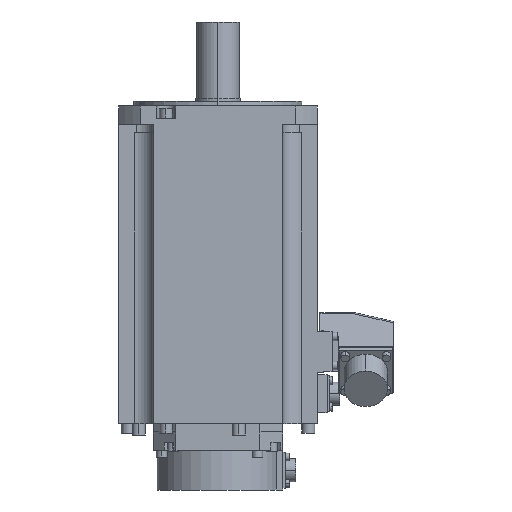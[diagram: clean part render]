
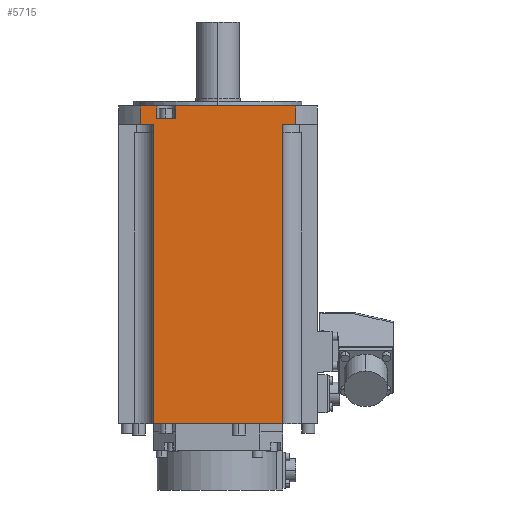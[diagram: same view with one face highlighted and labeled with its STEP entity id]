
A CAD part, left-side view. The second image highlights one B-rep face of the part: STEP entity #5715.
In plain terms, the highlighted planar face has unit normal (-1, 0, 0).
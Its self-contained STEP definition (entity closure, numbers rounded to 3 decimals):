
#832=DIRECTION('',(0.,-1.,0.));
#833=VECTOR('',#832,85.);
#834=CARTESIAN_POINT('',(-65.,42.5,-208.));
#835=LINE('',#834,#833);
#954=DIRECTION('',(0.,0.,-1.));
#955=VECTOR('',#954,196.);
#956=CARTESIAN_POINT('',(-65.,42.5,-12.));
#957=LINE('',#956,#955);
#1010=DIRECTION('',(0.,-1.,0.));
#1011=VECTOR('',#1010,8.306);
#1012=CARTESIAN_POINT('',(-65.,50.806,-12.));
#1013=LINE('',#1012,#1011);
#1125=DIRECTION('',(0.,0.,-1.));
#1126=VECTOR('',#1125,12.);
#1127=CARTESIAN_POINT('',(-65.,50.806,0.));
#1128=LINE('',#1127,#1126);
#1129=DIRECTION('',(0.,-1.,0.));
#1130=VECTOR('',#1129,78.626);
#1131=CARTESIAN_POINT('',(-65.,27.82,0.));
#1132=LINE('',#1131,#1130);
#1133=DIRECTION('',(0.,1.,0.));
#1134=VECTOR('',#1133,8.306);
#1135=CARTESIAN_POINT('',(-65.,-50.806,-12.));
#1136=LINE('',#1135,#1134);
#1137=DIRECTION('',(0.,0.,-1.));
#1138=VECTOR('',#1137,196.);
#1139=CARTESIAN_POINT('',(-65.,-42.5,-12.));
#1140=LINE('',#1139,#1138);
#1141=DIRECTION('',(0.,-1.,0.));
#1142=VECTOR('',#1141,10.426);
#1143=CARTESIAN_POINT('',(-65.,50.806,0.));
#1144=LINE('',#1143,#1142);
#1145=DIRECTION('',(0.,1.,0.));
#1146=VECTOR('',#1145,12.56);
#1147=CARTESIAN_POINT('',(-65.,27.82,-8.));
#1148=LINE('',#1147,#1146);
#1172=DIRECTION('',(0.,0.,1.));
#1173=VECTOR('',#1172,8.);
#1174=CARTESIAN_POINT('',(-65.,40.38,-8.));
#1175=LINE('',#1174,#1173);
#1184=DIRECTION('',(0.,0.,-1.));
#1185=VECTOR('',#1184,8.);
#1186=CARTESIAN_POINT('',(-65.,27.82,0.));
#1187=LINE('',#1186,#1185);
#1214=DIRECTION('',(0.,0.,1.));
#1215=VECTOR('',#1214,12.);
#1216=CARTESIAN_POINT('',(-65.,-50.806,-12.));
#1217=LINE('',#1216,#1215);
#3293=CARTESIAN_POINT('',(-65.,-50.806,0.));
#3294=VERTEX_POINT('',#3293);
#3295=CARTESIAN_POINT('',(-65.,27.82,0.));
#3296=VERTEX_POINT('',#3295);
#3301=CARTESIAN_POINT('',(-65.,40.38,0.));
#3302=VERTEX_POINT('',#3301);
#3303=CARTESIAN_POINT('',(-65.,50.806,0.));
#3304=VERTEX_POINT('',#3303);
#3402=CARTESIAN_POINT('',(-65.,-42.5,-12.));
#3404=VERTEX_POINT('',#3402);
#3411=CARTESIAN_POINT('',(-65.,27.82,-8.));
#3412=CARTESIAN_POINT('',(-65.,40.38,-8.));
#3413=VERTEX_POINT('',#3411);
#3414=VERTEX_POINT('',#3412);
#3415=CARTESIAN_POINT('',(-65.,-50.806,-12.));
#3416=VERTEX_POINT('',#3415);
#3417=CARTESIAN_POINT('',(-65.,-42.5,-208.));
#3418=VERTEX_POINT('',#3417);
#3419=CARTESIAN_POINT('',(-65.,42.5,-12.));
#3420=CARTESIAN_POINT('',(-65.,42.5,-208.));
#3421=VERTEX_POINT('',#3419);
#3422=VERTEX_POINT('',#3420);
#3423=CARTESIAN_POINT('',(-65.,50.806,-12.));
#3424=VERTEX_POINT('',#3423);
#5690=CARTESIAN_POINT('',(-65.,0.,-104.));
#5691=DIRECTION('',(1.,0.,0.));
#5692=DIRECTION('',(0.,-1.,0.));
#5693=AXIS2_PLACEMENT_3D('',#5690,#5691,#5692);
#5694=PLANE('',#5693);
#5696=ORIENTED_EDGE('',*,*,#5695,.F.);
#5698=ORIENTED_EDGE('',*,*,#5697,.F.);
#5699=ORIENTED_EDGE('',*,*,#4288,.T.);
#5701=ORIENTED_EDGE('',*,*,#5700,.F.);
#5703=ORIENTED_EDGE('',*,*,#5702,.T.);
#5705=ORIENTED_EDGE('',*,*,#5704,.T.);
#5706=ORIENTED_EDGE('',*,*,#5362,.F.);
#5707=ORIENTED_EDGE('',*,*,#5466,.F.);
#5708=ORIENTED_EDGE('',*,*,#5530,.F.);
#5709=ORIENTED_EDGE('',*,*,#5685,.F.);
#5710=ORIENTED_EDGE('',*,*,#4296,.T.);
#5712=ORIENTED_EDGE('',*,*,#5711,.F.);
#5713=EDGE_LOOP('',(#5696,#5698,#5699,#5701,#5703,#5705,#5706,#5707,#5708,#5709,
#5710,#5712));
#5714=FACE_OUTER_BOUND('',#5713,.F.);
#5715=ADVANCED_FACE('',(#5714),#5694,.F.);
#4288=EDGE_CURVE('',#3296,#3294,#1132,.T.);
#4296=EDGE_CURVE('',#3304,#3302,#1144,.T.);
#5362=EDGE_CURVE('',#3422,#3418,#835,.T.);
#5466=EDGE_CURVE('',#3421,#3422,#957,.T.);
#5530=EDGE_CURVE('',#3424,#3421,#1013,.T.);
#5685=EDGE_CURVE('',#3304,#3424,#1128,.T.);
#5695=EDGE_CURVE('',#3413,#3414,#1148,.T.);
#5697=EDGE_CURVE('',#3296,#3413,#1187,.T.);
#5700=EDGE_CURVE('',#3416,#3294,#1217,.T.);
#5702=EDGE_CURVE('',#3416,#3404,#1136,.T.);
#5704=EDGE_CURVE('',#3404,#3418,#1140,.T.);
#5711=EDGE_CURVE('',#3414,#3302,#1175,.T.);
